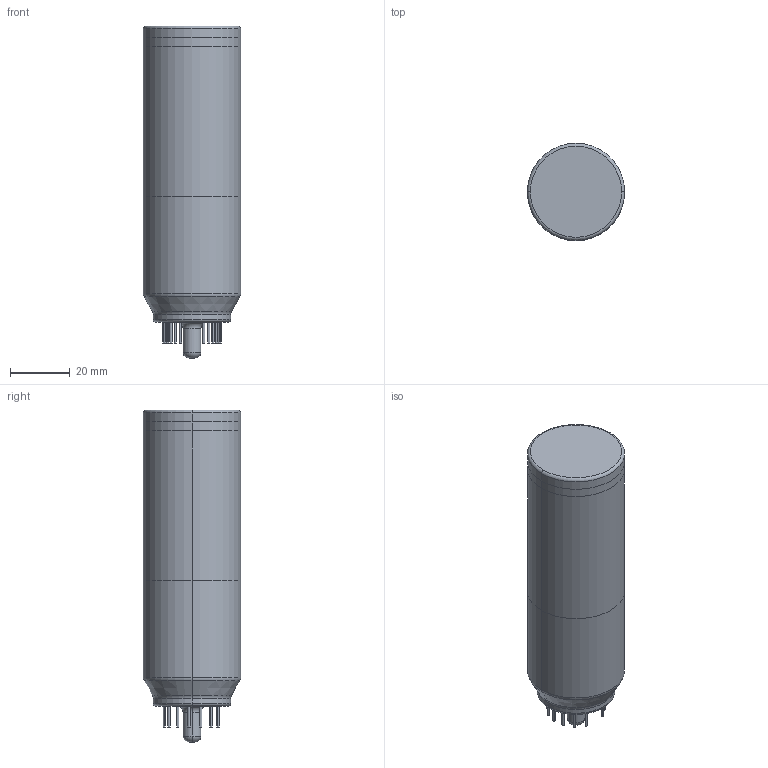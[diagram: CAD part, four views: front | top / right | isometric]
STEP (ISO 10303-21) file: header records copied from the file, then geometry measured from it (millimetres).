
FILE_DESCRIPTION (( 'STEP AP214' ), '1' );
FILE_NAME ('3lo1i_crt_tube.STEP', '2021-05-22T04:16:16', ( '' ), ( '' ), 'SwSTEP 2.0', 'SolidWorks 2020', '' );
FILE_SCHEMA (( 'AUTOMOTIVE_DESIGN' ));
Length unit declared in the file: millimetre
Products named in the file (1): 3lo1i_crt_tube
Bounding box: 32.5 x 32.5 x 111 mm (x, y, z)
Volume: 80651.2 mm3; surface area: 11762.9 mm2
Topology: 1 solids, 1 shells, 71 faces, 140 edges, 86 vertices
Faces by surface type: cylinder 40, plane 17, torus 12, cone 2
Entity records: 2429 total; most frequent: DIRECTION 382, CARTESIAN_POINT 298, ORIENTED_EDGE 280, AXIS2_PLACEMENT_3D 170, EDGE_CURVE 140, CIRCLE 98, VERTEX_POINT 86, EDGE_LOOP 86
